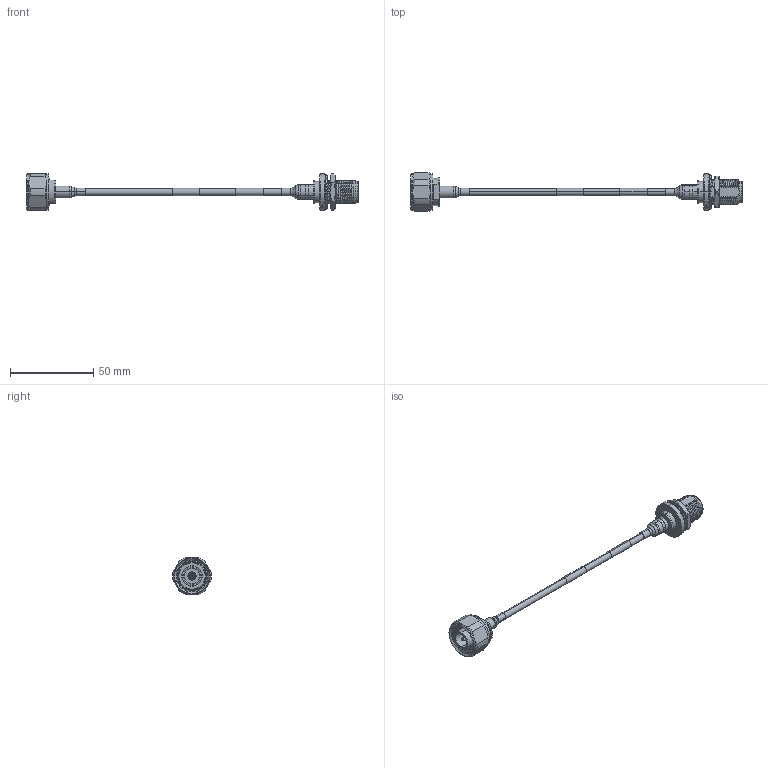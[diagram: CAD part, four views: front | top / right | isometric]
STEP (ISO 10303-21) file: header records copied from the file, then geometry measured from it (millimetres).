
FILE_DESCRIPTION (( 'STEP AP214' ), '1' );
FILE_NAME ('PE3C8292_3D.STEP', '2021-07-29T18:57:04', ( '' ), ( '' ), 'SwSTEP 2.0', 'SolidWorks 2021', '' );
FILE_SCHEMA (( 'AUTOMOTIVE_DESIGN' ));
Length unit declared in the file: inch
Products named in the file (6): TFT-402-LF_LABEL PE+FM; TFT-402-MA1_1.5; TC-402-4195M-LP-PE; PE3C8292_3D; TC-402-NF-BH-LP-PE; TFT-402-MA1
Assembly tree (5 placements, depth 2):
  PE3C8292_3D
    TFT-402-LF_LABEL PE+FM
    TC-402-4195M-LP-PE
    TFT-402-MA1
    TFT-402-MA1_1.5
    TC-402-NF-BH-LP-PE
Bounding box: 199.85 x 23.46 x 22 mm (x, y, z)
Volume: 11814.7 mm3; surface area: 12950.8 mm2
Topology: 11 solids, 11 shells, 566 faces, 1387 edges, 867 vertices
Faces by surface type: plane 165, cylinder 133, cone 127, bspline 103, torus 38
Entity records: 64411 total; most frequent: CARTESIAN_POINT 51322, ORIENTED_EDGE 2770, DIRECTION 2475, EDGE_CURVE 1385, AXIS2_PLACEMENT_3D 938, VERTEX_POINT 867, EDGE_LOOP 608, VECTOR 599
